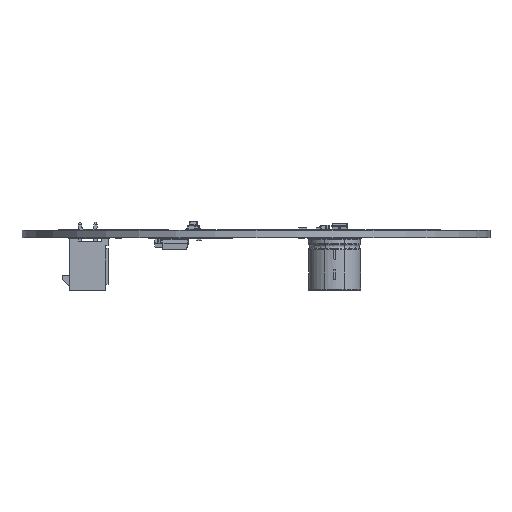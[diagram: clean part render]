
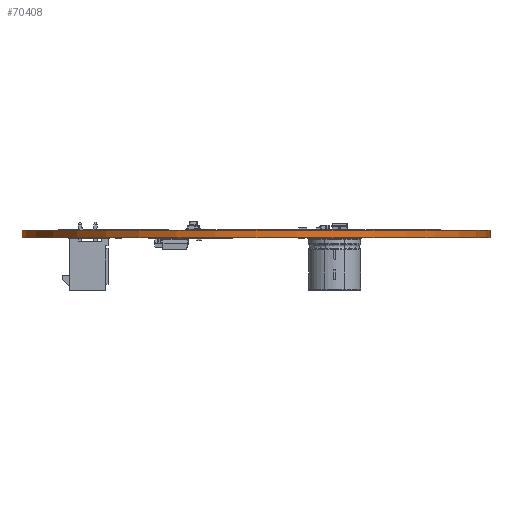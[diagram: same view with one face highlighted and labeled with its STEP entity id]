
A CAD part, front view. The second image highlights one B-rep face of the part: STEP entity #70408.
In plain terms, the highlighted cylindrical face has radius 45 mm (diameter 90 mm), a full revolution.
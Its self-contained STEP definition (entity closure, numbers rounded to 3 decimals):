
#70408 = ADVANCED_FACE('',(#70409),#70436,.T.);
#70409 = FACE_BOUND('',#70410,.F.);
#70410 = EDGE_LOOP('',(#70411,#70421,#70428,#70429));
#70411 = ORIENTED_EDGE('',*,*,#70412,.T.);
#70412 = EDGE_CURVE('',#70413,#70415,#70417,.T.);
#70413 = VERTEX_POINT('',#70414);
#70414 = CARTESIAN_POINT('',(185.,-100.,0.));
#70415 = VERTEX_POINT('',#70416);
#70416 = CARTESIAN_POINT('',(185.,-100.,1.51));
#70417 = LINE('',#70418,#70419);
#70418 = CARTESIAN_POINT('',(185.,-100.,0.));
#70419 = VECTOR('',#70420,1.);
#70420 = DIRECTION('',(0.,0.,1.));
#70421 = ORIENTED_EDGE('',*,*,#70422,.T.);
#70422 = EDGE_CURVE('',#70415,#70415,#70423,.T.);
#70423 = CIRCLE('',#70424,45.);
#70424 = AXIS2_PLACEMENT_3D('',#70425,#70426,#70427);
#70425 = CARTESIAN_POINT('',(140.,-100.,1.51));
#70426 = DIRECTION('',(0.,0.,1.));
#70427 = DIRECTION('',(1.,0.,-0.));
#70428 = ORIENTED_EDGE('',*,*,#70412,.F.);
#70429 = ORIENTED_EDGE('',*,*,#70430,.F.);
#70430 = EDGE_CURVE('',#70413,#70413,#70431,.T.);
#70431 = CIRCLE('',#70432,45.);
#70432 = AXIS2_PLACEMENT_3D('',#70433,#70434,#70435);
#70433 = CARTESIAN_POINT('',(140.,-100.,0.));
#70434 = DIRECTION('',(0.,0.,1.));
#70435 = DIRECTION('',(1.,0.,-0.));
#70436 = CYLINDRICAL_SURFACE('',#70437,45.);
#70437 = AXIS2_PLACEMENT_3D('',#70438,#70439,#70440);
#70438 = CARTESIAN_POINT('',(140.,-100.,0.));
#70439 = DIRECTION('',(-0.,-0.,-1.));
#70440 = DIRECTION('',(1.,0.,-0.));
